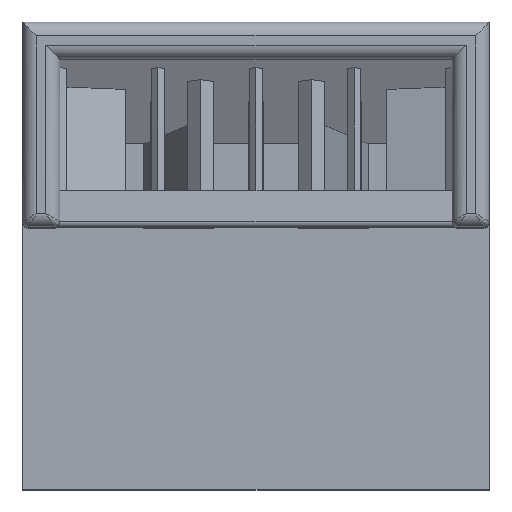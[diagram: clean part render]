
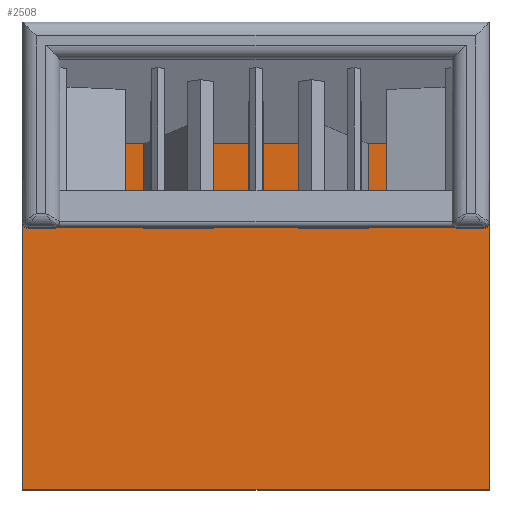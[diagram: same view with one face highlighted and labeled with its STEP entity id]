
A CAD part, top view. The second image highlights one B-rep face of the part: STEP entity #2508.
In plain terms, the highlighted planar face has unit normal (0, 0, 1).
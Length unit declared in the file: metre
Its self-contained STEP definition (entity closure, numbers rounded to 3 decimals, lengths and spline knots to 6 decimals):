
#184=ORIENTED_EDGE('',*,*,#902,.F.);
#185=ORIENTED_EDGE('',*,*,#903,.F.);
#186=ORIENTED_EDGE('',*,*,#904,.F.);
#187=ORIENTED_EDGE('',*,*,#905,.F.);
#902=EDGE_CURVE('',#1261,#1262,#1492,.T.);
#903=EDGE_CURVE('',#1263,#1261,#1493,.T.);
#904=EDGE_CURVE('',#1264,#1263,#1494,.T.);
#905=EDGE_CURVE('',#1262,#1264,#1495,.T.);
#1261=VERTEX_POINT('',#3711);
#1262=VERTEX_POINT('',#3712);
#1263=VERTEX_POINT('',#3714);
#1264=VERTEX_POINT('',#3716);
#1492=LINE('',#3710,#1752);
#1493=LINE('',#3713,#1753);
#1494=LINE('',#3715,#1754);
#1495=LINE('',#3717,#1755);
#1752=VECTOR('',#2946,1.);
#1753=VECTOR('',#2947,1.);
#1754=VECTOR('',#2948,1.);
#1755=VECTOR('',#2949,1.);
#2012=EDGE_LOOP('',(#184,#185,#186,#187));
#2214=FACE_BOUND('',#2012,.T.);
#2416=PLANE('',#2690);
#2508=ADVANCED_FACE('',(#2214),#2416,.F.);
#2690=AXIS2_PLACEMENT_3D('',#3709,#2944,#2945);
#2944=DIRECTION('',(0.,0.,-1.));
#2945=DIRECTION('',(1.,0.,0.));
#2946=DIRECTION('',(1.,0.,0.));
#2947=DIRECTION('',(0.,1.,0.));
#2948=DIRECTION('',(-1.,0.,0.));
#2949=DIRECTION('',(0.,-1.,0.));
#3709=CARTESIAN_POINT('',(0.05,0.05,0.02));
#3710=CARTESIAN_POINT('',(0.,0.1,0.02));
#3711=CARTESIAN_POINT('',(0.,0.1,0.02));
#3712=CARTESIAN_POINT('',(0.1,0.1,0.02));
#3713=CARTESIAN_POINT('',(0.,0.,0.02));
#3714=CARTESIAN_POINT('',(0.,0.,0.02));
#3715=CARTESIAN_POINT('',(0.1,0.,0.02));
#3716=CARTESIAN_POINT('',(0.1,0.,0.02));
#3717=CARTESIAN_POINT('',(0.1,0.1,0.02));
